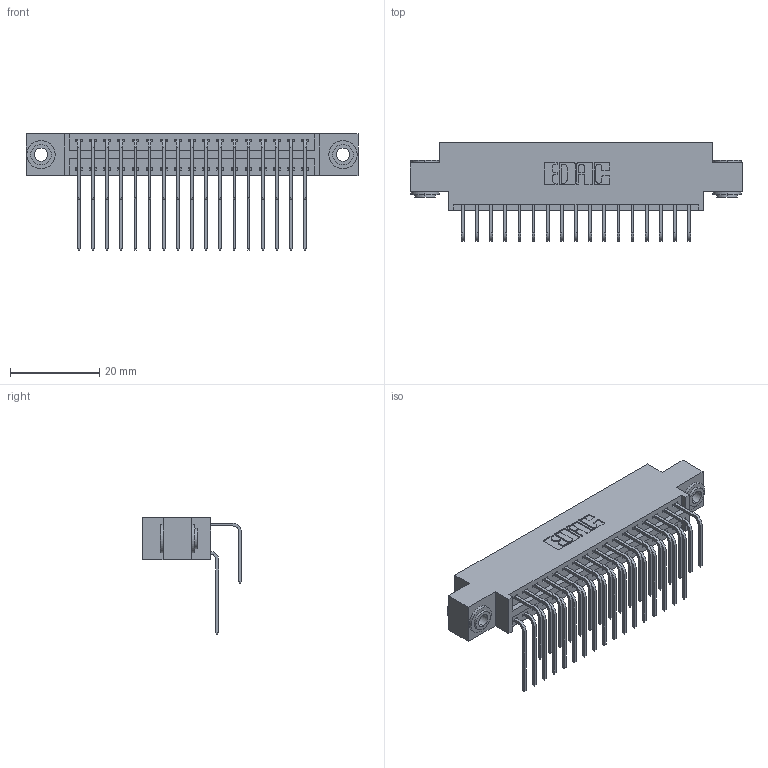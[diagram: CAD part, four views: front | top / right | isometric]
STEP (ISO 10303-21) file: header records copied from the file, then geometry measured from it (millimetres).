
FILE_DESCRIPTION (( 'STEP AP203' ), '1' );
FILE_NAME ('346-034-558-803.STEP', '2022-05-19T20:22:42', ( '' ), ( '' ), 'SwSTEP 2.0', 'SolidWorks 2020', '' );
FILE_SCHEMA (( 'CONFIG_CONTROL_DESIGN' ));
Length unit declared in the file: inch
Products named in the file (5): 345-292-001_558 Tail - 2; 346 Part_0.170 Offset - 0.156 Dia-TH; 345-250-002_345-250-002-102; 345-292-001_558 559 Tail - 1; 346-034-558-803
Assembly tree (37 placements, depth 2):
  346-034-558-803
    346 Part_0.170 Offset - 0.156 Dia-TH
    345-292-001_558 559 Tail - 1  x17
    345-292-001_558 Tail - 2  x17
    345-250-002_345-250-002-102  x2
Bounding box: 74.55 x 22.16 x 26.16 mm (x, y, z)
Volume: 7118.1 mm3; surface area: 10760.7 mm2
Topology: 37 solids, 37 shells, 2014 faces, 5927 edges, 3902 vertices
Faces by surface type: plane 1362, cylinder 644, cone 8
Entity records: 17442 total; most frequent: CARTESIAN_POINT 2944, ORIENTED_EDGE 2818, DIRECTION 2647, EDGE_CURVE 1409, LINE 1145, VECTOR 1145, VERTEX_POINT 934, AXIS2_PLACEMENT_3D 751
